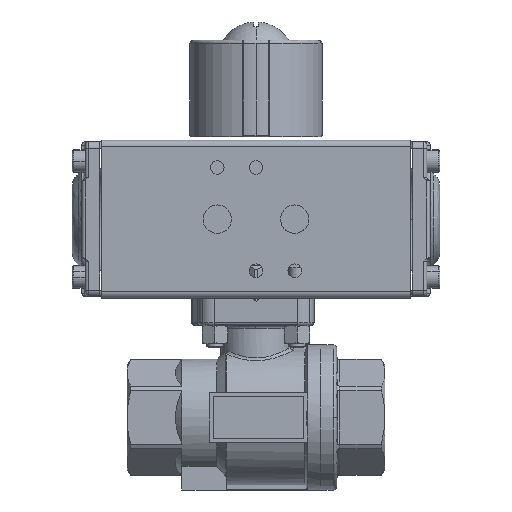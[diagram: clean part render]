
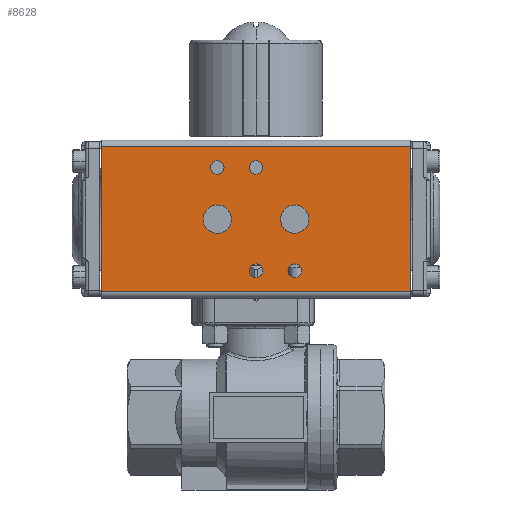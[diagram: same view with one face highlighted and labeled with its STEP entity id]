
A CAD part, front view. The second image highlights one B-rep face of the part: STEP entity #8628.
In plain terms, the highlighted planar face has unit normal (0, 1, 0).
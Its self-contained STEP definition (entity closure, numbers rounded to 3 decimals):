
#8349=CARTESIAN_POINT('',(-48.,-30.5,39.));
#8350=VERTEX_POINT('',#8349);
#8393=CARTESIAN_POINT('',(-48.,-30.5,84.));
#8394=VERTEX_POINT('',#8393);
#8402=CARTESIAN_POINT('',(-48.,-30.5,84.));
#8403=DIRECTION('',(-0.,0.,-1.));
#8404=VECTOR('',#8403,45.);
#8405=LINE('',#8402,#8404);
#8406=EDGE_CURVE('NONE',#8394,#8350,#8405,.T.);
#8441=CARTESIAN_POINT('',(48.,-30.5,39.));
#8442=VERTEX_POINT('',#8441);
#8443=CARTESIAN_POINT('',(48.,-30.5,39.));
#8444=DIRECTION('',(-1.,-0.,-0.));
#8445=VECTOR('',#8444,96.);
#8446=LINE('',#8443,#8445);
#8447=EDGE_CURVE('NONE',#8442,#8350,#8446,.T.);
#8485=CARTESIAN_POINT('',(48.,-30.5,86.));
#8486=DIRECTION('',(-0.,1.,0.));
#8487=DIRECTION('',(-0.,-0.,1.));
#8488=AXIS2_PLACEMENT_3D('',#8485,#8486,#8487);
#8489=PLANE('',#8488);
#8490=ORIENTED_EDGE('',*,*,#8447,.T.);
#8491=ORIENTED_EDGE('',*,*,#8406,.F.);
#8492=CARTESIAN_POINT('',(48.,-30.5,84.));
#8493=VERTEX_POINT('',#8492);
#8494=CARTESIAN_POINT('',(-48.,-30.5,84.));
#8495=DIRECTION('',(1.,0.,0.));
#8496=VECTOR('',#8495,96.);
#8497=LINE('',#8494,#8496);
#8498=EDGE_CURVE('NONE',#8394,#8493,#8497,.T.);
#8499=ORIENTED_EDGE('',*,*,#8498,.T.);
#8500=CARTESIAN_POINT('',(48.,-30.5,84.));
#8501=DIRECTION('',(0.,0.,-1.));
#8502=VECTOR('',#8501,45.);
#8503=LINE('',#8500,#8502);
#8504=EDGE_CURVE('NONE',#8493,#8442,#8503,.T.);
#8505=ORIENTED_EDGE('',*,*,#8504,.T.);
#8506=EDGE_LOOP('',(#8490,#8491,#8499,#8505));
#8507=FACE_BOUND('',#8506,.T.);
#8508=CARTESIAN_POINT('',(9.9,-30.5,45.5));
#8509=VERTEX_POINT('',#8508);
#8510=CARTESIAN_POINT('',(14.1,-30.5,45.5));
#8511=VERTEX_POINT('',#8510);
#8512=CARTESIAN_POINT('',(12.,-30.5,45.5));
#8513=DIRECTION('',(0.,-1.,-0.));
#8514=DIRECTION('',(1.,0.,0.));
#8515=AXIS2_PLACEMENT_3D('',#8512,#8513,#8514);
#8516=CIRCLE('',#8515,2.1);
#8517=EDGE_CURVE('NONE',#8509,#8511,#8516,.T.);
#8518=ORIENTED_EDGE('',*,*,#8517,.T.);
#8519=CARTESIAN_POINT('',(12.,-30.5,45.5));
#8520=DIRECTION('',(0.,-1.,-0.));
#8521=DIRECTION('',(1.,0.,0.));
#8522=AXIS2_PLACEMENT_3D('',#8519,#8520,#8521);
#8523=CIRCLE('',#8522,2.1);
#8524=EDGE_CURVE('NONE',#8511,#8509,#8523,.T.);
#8525=ORIENTED_EDGE('',*,*,#8524,.T.);
#8526=EDGE_LOOP('',(#8518,#8525));
#8527=FACE_BOUND('',#8526,.T.);
#8528=CARTESIAN_POINT('',(-2.1,-30.5,45.5));
#8529=VERTEX_POINT('',#8528);
#8530=CARTESIAN_POINT('',(2.1,-30.5,45.5));
#8531=VERTEX_POINT('',#8530);
#8532=CARTESIAN_POINT('',(-0.,-30.5,45.5));
#8533=DIRECTION('',(0.,-1.,-0.));
#8534=DIRECTION('',(1.,0.,0.));
#8535=AXIS2_PLACEMENT_3D('',#8532,#8533,#8534);
#8536=CIRCLE('',#8535,2.1);
#8537=EDGE_CURVE('NONE',#8529,#8531,#8536,.T.);
#8538=ORIENTED_EDGE('',*,*,#8537,.T.);
#8539=CARTESIAN_POINT('',(-0.,-30.5,45.5));
#8540=DIRECTION('',(0.,-1.,-0.));
#8541=DIRECTION('',(1.,0.,0.));
#8542=AXIS2_PLACEMENT_3D('',#8539,#8540,#8541);
#8543=CIRCLE('',#8542,2.1);
#8544=EDGE_CURVE('NONE',#8531,#8529,#8543,.T.);
#8545=ORIENTED_EDGE('',*,*,#8544,.T.);
#8546=EDGE_LOOP('',(#8538,#8545));
#8547=FACE_BOUND('',#8546,.T.);
#8548=CARTESIAN_POINT('',(-2.1,-30.5,77.5));
#8549=VERTEX_POINT('',#8548);
#8550=CARTESIAN_POINT('',(2.1,-30.5,77.5));
#8551=VERTEX_POINT('',#8550);
#8552=CARTESIAN_POINT('',(-0.,-30.5,77.5));
#8553=DIRECTION('',(0.,-1.,-0.));
#8554=DIRECTION('',(1.,0.,0.));
#8555=AXIS2_PLACEMENT_3D('',#8552,#8553,#8554);
#8556=CIRCLE('',#8555,2.1);
#8557=EDGE_CURVE('NONE',#8549,#8551,#8556,.T.);
#8558=ORIENTED_EDGE('',*,*,#8557,.T.);
#8559=CARTESIAN_POINT('',(-0.,-30.5,77.5));
#8560=DIRECTION('',(0.,-1.,-0.));
#8561=DIRECTION('',(1.,0.,0.));
#8562=AXIS2_PLACEMENT_3D('',#8559,#8560,#8561);
#8563=CIRCLE('',#8562,2.1);
#8564=EDGE_CURVE('NONE',#8551,#8549,#8563,.T.);
#8565=ORIENTED_EDGE('',*,*,#8564,.T.);
#8566=EDGE_LOOP('',(#8558,#8565));
#8567=FACE_BOUND('',#8566,.T.);
#8568=CARTESIAN_POINT('',(-14.1,-30.5,77.5));
#8569=VERTEX_POINT('',#8568);
#8570=CARTESIAN_POINT('',(-9.9,-30.5,77.5));
#8571=VERTEX_POINT('',#8570);
#8572=CARTESIAN_POINT('',(-12.,-30.5,77.5));
#8573=DIRECTION('',(0.,-1.,-0.));
#8574=DIRECTION('',(1.,0.,0.));
#8575=AXIS2_PLACEMENT_3D('',#8572,#8573,#8574);
#8576=CIRCLE('',#8575,2.1);
#8577=EDGE_CURVE('NONE',#8569,#8571,#8576,.T.);
#8578=ORIENTED_EDGE('',*,*,#8577,.T.);
#8579=CARTESIAN_POINT('',(-12.,-30.5,77.5));
#8580=DIRECTION('',(0.,-1.,-0.));
#8581=DIRECTION('',(1.,0.,0.));
#8582=AXIS2_PLACEMENT_3D('',#8579,#8580,#8581);
#8583=CIRCLE('',#8582,2.1);
#8584=EDGE_CURVE('NONE',#8571,#8569,#8583,.T.);
#8585=ORIENTED_EDGE('',*,*,#8584,.T.);
#8586=EDGE_LOOP('',(#8578,#8585));
#8587=FACE_BOUND('',#8586,.T.);
#8588=CARTESIAN_POINT('',(7.6,-30.5,61.5));
#8589=VERTEX_POINT('',#8588);
#8590=CARTESIAN_POINT('',(16.4,-30.5,61.5));
#8591=VERTEX_POINT('',#8590);
#8592=CARTESIAN_POINT('',(12.,-30.5,61.5));
#8593=DIRECTION('',(0.,-1.,-0.));
#8594=DIRECTION('',(1.,0.,0.));
#8595=AXIS2_PLACEMENT_3D('',#8592,#8593,#8594);
#8596=CIRCLE('',#8595,4.4);
#8597=EDGE_CURVE('NONE',#8589,#8591,#8596,.T.);
#8598=ORIENTED_EDGE('',*,*,#8597,.T.);
#8599=CARTESIAN_POINT('',(12.,-30.5,61.5));
#8600=DIRECTION('',(0.,-1.,-0.));
#8601=DIRECTION('',(1.,0.,0.));
#8602=AXIS2_PLACEMENT_3D('',#8599,#8600,#8601);
#8603=CIRCLE('',#8602,4.4);
#8604=EDGE_CURVE('NONE',#8591,#8589,#8603,.T.);
#8605=ORIENTED_EDGE('',*,*,#8604,.T.);
#8606=EDGE_LOOP('',(#8598,#8605));
#8607=FACE_BOUND('',#8606,.T.);
#8608=CARTESIAN_POINT('',(-16.4,-30.5,61.5));
#8609=VERTEX_POINT('',#8608);
#8610=CARTESIAN_POINT('',(-7.6,-30.5,61.5));
#8611=VERTEX_POINT('',#8610);
#8612=CARTESIAN_POINT('',(-12.,-30.5,61.5));
#8613=DIRECTION('',(0.,-1.,-0.));
#8614=DIRECTION('',(1.,0.,0.));
#8615=AXIS2_PLACEMENT_3D('',#8612,#8613,#8614);
#8616=CIRCLE('',#8615,4.4);
#8617=EDGE_CURVE('NONE',#8609,#8611,#8616,.T.);
#8618=ORIENTED_EDGE('',*,*,#8617,.T.);
#8619=CARTESIAN_POINT('',(-12.,-30.5,61.5));
#8620=DIRECTION('',(0.,-1.,-0.));
#8621=DIRECTION('',(1.,0.,0.));
#8622=AXIS2_PLACEMENT_3D('',#8619,#8620,#8621);
#8623=CIRCLE('',#8622,4.4);
#8624=EDGE_CURVE('NONE',#8611,#8609,#8623,.T.);
#8625=ORIENTED_EDGE('',*,*,#8624,.T.);
#8626=EDGE_LOOP('',(#8618,#8625));
#8627=FACE_BOUND('',#8626,.T.);
#8628=ADVANCED_FACE('NONE',(#8507,#8527,#8547,#8567,#8587,#8607,#8627),#8489,.T.);
